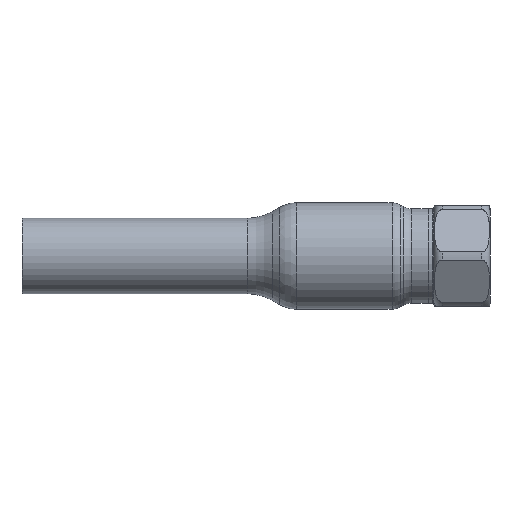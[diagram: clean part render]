
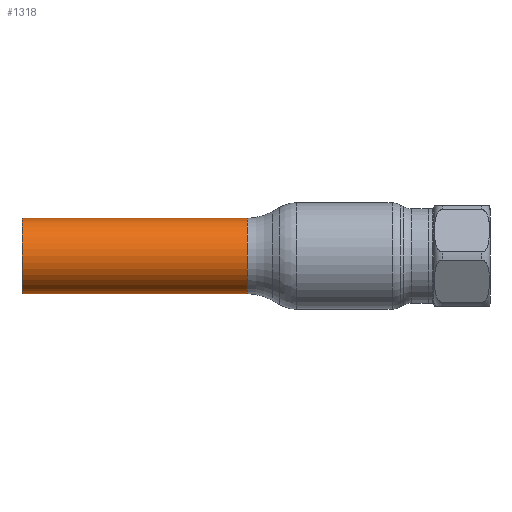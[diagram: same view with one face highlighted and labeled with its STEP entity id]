
A CAD part, front view. The second image highlights one B-rep face of the part: STEP entity #1318.
In plain terms, the highlighted cylindrical face has radius 13.45 mm (diameter 26.9 mm), a partial arc.
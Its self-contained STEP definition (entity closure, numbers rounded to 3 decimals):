
#305 = EDGE_LOOP ( 'NONE', ( #14509, #27911, #14303, #36226 ) ) ;
#1318 = ADVANCED_FACE ( 'NONE', ( #30211 ), #41388, .T. ) ;
#1481 = DIRECTION ( 'NONE',  ( -1., 0., 0. ) ) ;
#3588 = AXIS2_PLACEMENT_3D ( 'NONE', #41915, #9114, #10166 ) ;
#4307 = CIRCLE ( 'NONE', #40093, 13.45 ) ;
#4339 = AXIS2_PLACEMENT_3D ( 'NONE', #46834, #1481, #50265 ) ;
#5515 = DIRECTION ( 'NONE',  ( -1., 0., 0. ) ) ;
#9054 = CARTESIAN_POINT ( 'NONE',  ( -115., 0., -13.45 ) ) ;
#9114 = DIRECTION ( 'NONE',  ( -1., 0., 0. ) ) ;
#10166 = DIRECTION ( 'NONE',  ( 0., 0., 1. ) ) ;
#10647 = CARTESIAN_POINT ( 'NONE',  ( -34.686, 0., -13.45 ) ) ;
#11886 = VERTEX_POINT ( 'NONE', #9054 ) ;
#14015 = EDGE_CURVE ( 'NONE', #11886, #22480, #4307, .T. ) ;
#14303 = ORIENTED_EDGE ( 'NONE', *, *, #32174, .T. ) ;
#14509 = ORIENTED_EDGE ( 'NONE', *, *, #24501, .F. ) ;
#15326 = DIRECTION ( 'NONE',  ( -1., 0., 0. ) ) ;
#19034 = LINE ( 'NONE', #44138, #42631 ) ;
#22302 = CARTESIAN_POINT ( 'NONE',  ( -62.69, 0., 13.45 ) ) ;
#22480 = VERTEX_POINT ( 'NONE', #45032 ) ;
#24501 = EDGE_CURVE ( 'NONE', #40984, #11886, #19034, .T. ) ;
#25552 = EDGE_CURVE ( 'NONE', #40984, #33051, #44369, .T. ) ;
#26065 = VECTOR ( 'NONE', #5515, 1000. ) ;
#27911 = ORIENTED_EDGE ( 'NONE', *, *, #25552, .T. ) ;
#30211 = FACE_OUTER_BOUND ( 'NONE', #305, .T. ) ;
#30256 = CARTESIAN_POINT ( 'NONE',  ( -115., 0., 0. ) ) ;
#32174 = EDGE_CURVE ( 'NONE', #33051, #22480, #38051, .T. ) ;
#33051 = VERTEX_POINT ( 'NONE', #39879 ) ;
#34216 = DIRECTION ( 'NONE',  ( -1., 0., 0. ) ) ;
#36226 = ORIENTED_EDGE ( 'NONE', *, *, #14015, .F. ) ;
#38051 = LINE ( 'NONE', #22302, #26065 ) ;
#39879 = CARTESIAN_POINT ( 'NONE',  ( -34.686, 0., 13.45 ) ) ;
#40093 = AXIS2_PLACEMENT_3D ( 'NONE', #30256, #34216, #50488 ) ;
#40984 = VERTEX_POINT ( 'NONE', #10647 ) ;
#41388 = CYLINDRICAL_SURFACE ( 'NONE', #3588, 13.45 ) ;
#41915 = CARTESIAN_POINT ( 'NONE',  ( -62.69, 0., 0. ) ) ;
#42631 = VECTOR ( 'NONE', #15326, 1000. ) ;
#44138 = CARTESIAN_POINT ( 'NONE',  ( -62.69, 0., -13.45 ) ) ;
#44369 = CIRCLE ( 'NONE', #4339, 13.45 ) ;
#45032 = CARTESIAN_POINT ( 'NONE',  ( -115., 0., 13.45 ) ) ;
#46834 = CARTESIAN_POINT ( 'NONE',  ( -34.686, 0., 0. ) ) ;
#50265 = DIRECTION ( 'NONE',  ( 0., 0., 1. ) ) ;
#50488 = DIRECTION ( 'NONE',  ( 0., 0., 1. ) ) ;
